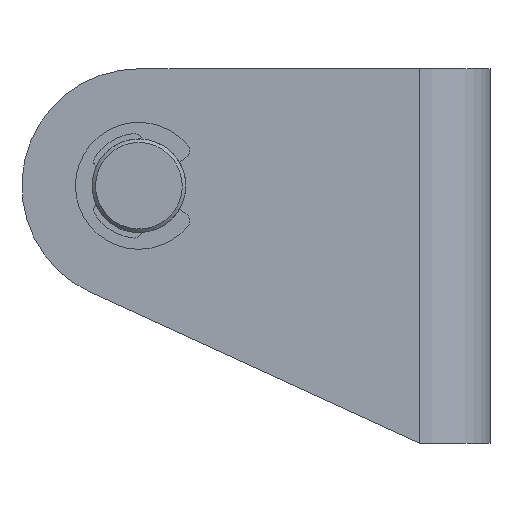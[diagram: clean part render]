
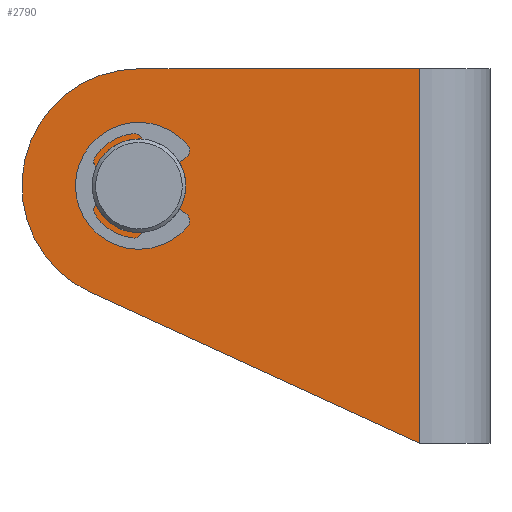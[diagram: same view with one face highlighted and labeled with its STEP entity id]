
A CAD part, left-side view. The second image highlights one B-rep face of the part: STEP entity #2790.
In plain terms, the highlighted planar face has unit normal (-1, 0, 0).
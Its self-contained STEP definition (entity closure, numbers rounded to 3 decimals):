
#2224=CARTESIAN_POINT('',(-12.05,10.,18.));
#2225=VERTEX_POINT('',#2224);
#2226=CARTESIAN_POINT('',(-12.05,10.,22.0));
#2227=DIRECTION('',(1.0,0.0,0.0));
#2228=DIRECTION('',(0.0,0.0,1.0));
#2229=AXIS2_PLACEMENT_3D('',#2226,#2227,#2228);
#2230=CIRCLE('',#2229,4.0);
#2231=EDGE_CURVE('',#2225,#2225,#2230,.T.);
#2530=CARTESIAN_POINT('',(-12.05,-14.,0.0));
#2531=VERTEX_POINT('',#2530);
#2538=CARTESIAN_POINT('',(-12.05,14.166,12.909));
#2539=VERTEX_POINT('',#2538);
#2540=CARTESIAN_POINT('',(-12.05,14.166,12.909));
#2541=DIRECTION('',(0.,-0.909,-0.417));
#2542=VECTOR('',#2541,30.984);
#2543=LINE('',#2540,#2542);
#2544=EDGE_CURVE('',#2539,#2531,#2543,.T.);
#2570=CARTESIAN_POINT('',(-12.05,10.,32.0));
#2571=VERTEX_POINT('',#2570);
#2572=CARTESIAN_POINT('',(-12.05,10.,22.0));
#2573=DIRECTION('',(-1.0,0.,0.));
#2574=DIRECTION('',(0.,0.417,-0.909));
#2575=AXIS2_PLACEMENT_3D('',#2572,#2573,#2574);
#2576=CIRCLE('',#2575,10.0);
#2577=EDGE_CURVE('',#2571,#2539,#2576,.T.);
#2708=CARTESIAN_POINT('',(-12.05,-14.,32.0));
#2709=VERTEX_POINT('',#2708);
#2710=CARTESIAN_POINT('',(-12.05,-14.0,32.0));
#2711=DIRECTION('',(0.0,1.0,0.0));
#2712=VECTOR('',#2711,24.);
#2713=LINE('',#2710,#2712);
#2714=EDGE_CURVE('',#2709,#2571,#2713,.T.);
#2771=CARTESIAN_POINT('',(-12.05,-14.,0.0));
#2772=DIRECTION('',(-1.0,0.0,0.0));
#2773=DIRECTION('',(0.0,0.0,1.0));
#2774=AXIS2_PLACEMENT_3D('',#2771,#2772,#2773);
#2775=PLANE('',#2774);
#2776=ORIENTED_EDGE('',*,*,#2577,.T.);
#2777=ORIENTED_EDGE('',*,*,#2544,.T.);
#2778=CARTESIAN_POINT('',(-12.05,-14.,0.0));
#2779=DIRECTION('',(0.0,0.0,1.0));
#2780=VECTOR('',#2779,32.0);
#2781=LINE('',#2778,#2780);
#2782=EDGE_CURVE('',#2531,#2709,#2781,.T.);
#2783=ORIENTED_EDGE('',*,*,#2782,.T.);
#2784=ORIENTED_EDGE('',*,*,#2714,.T.);
#2785=EDGE_LOOP('',(#2776,#2777,#2783,#2784));
#2786=FACE_OUTER_BOUND('',#2785,.T.);
#2787=ORIENTED_EDGE('',*,*,#2231,.T.);
#2788=EDGE_LOOP('',(#2787));
#2789=FACE_BOUND('',#2788,.T.);
#2790=ADVANCED_FACE('',(#2786,#2789),#2775,.T.);
